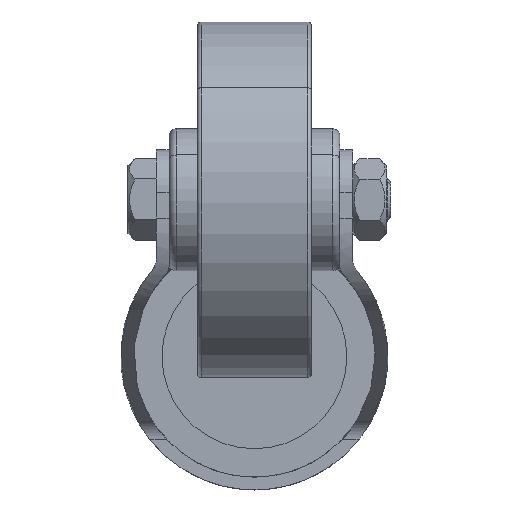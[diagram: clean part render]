
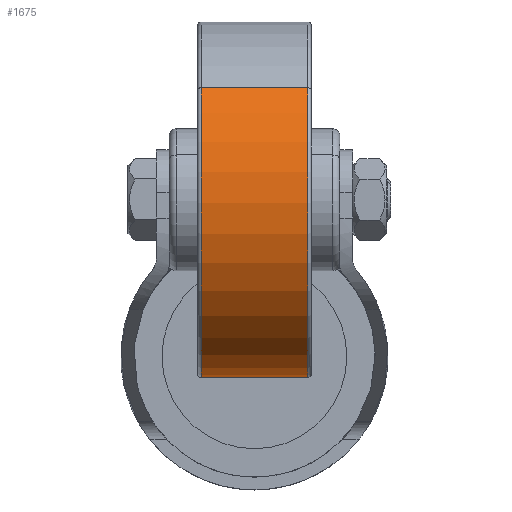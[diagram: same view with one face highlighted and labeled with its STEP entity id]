
A CAD part, front view. The second image highlights one B-rep face of the part: STEP entity #1675.
In plain terms, the highlighted cylindrical face has radius 25 mm (diameter 50 mm), a partial arc.
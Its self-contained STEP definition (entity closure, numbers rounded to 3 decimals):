
#308 = CARTESIAN_POINT ( 'NONE',  ( 0., 0., -7.5 ) ) ;
#311 = CYLINDRICAL_SURFACE ( 'NONE', #3167, 25. ) ;
#620 = CARTESIAN_POINT ( 'NONE',  ( -25., 0., -7.5 ) ) ;
#985 = AXIS2_PLACEMENT_3D ( 'NONE', #3332, #1717, #1233 ) ;
#1095 = CARTESIAN_POINT ( 'NONE',  ( -25., 0., 7.5 ) ) ;
#1233 = DIRECTION ( 'NONE',  ( 1., 0., 0. ) ) ;
#1239 = EDGE_CURVE ( 'NONE', #2609, #1901, #3846, .T. ) ;
#1449 = AXIS2_PLACEMENT_3D ( 'NONE', #308, #2323, #4054 ) ;
#1585 = CARTESIAN_POINT ( 'NONE',  ( 0., 0., 8. ) ) ;
#1592 = ORIENTED_EDGE ( 'NONE', *, *, #1239, .T. ) ;
#1596 = VECTOR ( 'NONE', #2873, 1000. ) ;
#1675 = ADVANCED_FACE ( 'NONE', ( #5301 ), #311, .T. ) ;
#1717 = DIRECTION ( 'NONE',  ( 0., 0., -1. ) ) ;
#1901 = VERTEX_POINT ( 'NONE', #620 ) ;
#1931 = CARTESIAN_POINT ( 'NONE',  ( 25., 0., -7.5 ) ) ;
#2051 = DIRECTION ( 'NONE',  ( 0., 0., -1. ) ) ;
#2064 = ORIENTED_EDGE ( 'NONE', *, *, #4600, .F. ) ;
#2323 = DIRECTION ( 'NONE',  ( 0., 0., 1. ) ) ;
#2479 = CARTESIAN_POINT ( 'NONE',  ( -25., 0., 8. ) ) ;
#2609 = VERTEX_POINT ( 'NONE', #1931 ) ;
#2784 = EDGE_CURVE ( 'NONE', #4747, #2609, #4661, .T. ) ;
#2873 = DIRECTION ( 'NONE',  ( 0., 0., -1. ) ) ;
#2968 = CARTESIAN_POINT ( 'NONE',  ( 25., 0., 7.5 ) ) ;
#3167 = AXIS2_PLACEMENT_3D ( 'NONE', #1585, #5226, #4906 ) ;
#3324 = VECTOR ( 'NONE', #2051, 1000. ) ;
#3332 = CARTESIAN_POINT ( 'NONE',  ( 0., 0., 7.5 ) ) ;
#3661 = ORIENTED_EDGE ( 'NONE', *, *, #2784, .T. ) ;
#3822 = CIRCLE ( 'NONE', #985, 25. ) ;
#3846 = CIRCLE ( 'NONE', #1449, 25. ) ;
#3883 = VERTEX_POINT ( 'NONE', #1095 ) ;
#4043 = ORIENTED_EDGE ( 'NONE', *, *, #4331, .T. ) ;
#4054 = DIRECTION ( 'NONE',  ( 1., 0., 0. ) ) ;
#4069 = EDGE_LOOP ( 'NONE', ( #4043, #3661, #1592, #2064 ) ) ;
#4331 = EDGE_CURVE ( 'NONE', #3883, #4747, #3822, .T. ) ;
#4600 = EDGE_CURVE ( 'NONE', #3883, #1901, #4900, .T. ) ;
#4661 = LINE ( 'NONE', #5072, #3324 ) ;
#4747 = VERTEX_POINT ( 'NONE', #2968 ) ;
#4900 = LINE ( 'NONE', #2479, #1596 ) ;
#4906 = DIRECTION ( 'NONE',  ( -1., 0., 0. ) ) ;
#5072 = CARTESIAN_POINT ( 'NONE',  ( 25., 0., 8. ) ) ;
#5226 = DIRECTION ( 'NONE',  ( 0., 0., -1. ) ) ;
#5301 = FACE_OUTER_BOUND ( 'NONE', #4069, .T. ) ;
